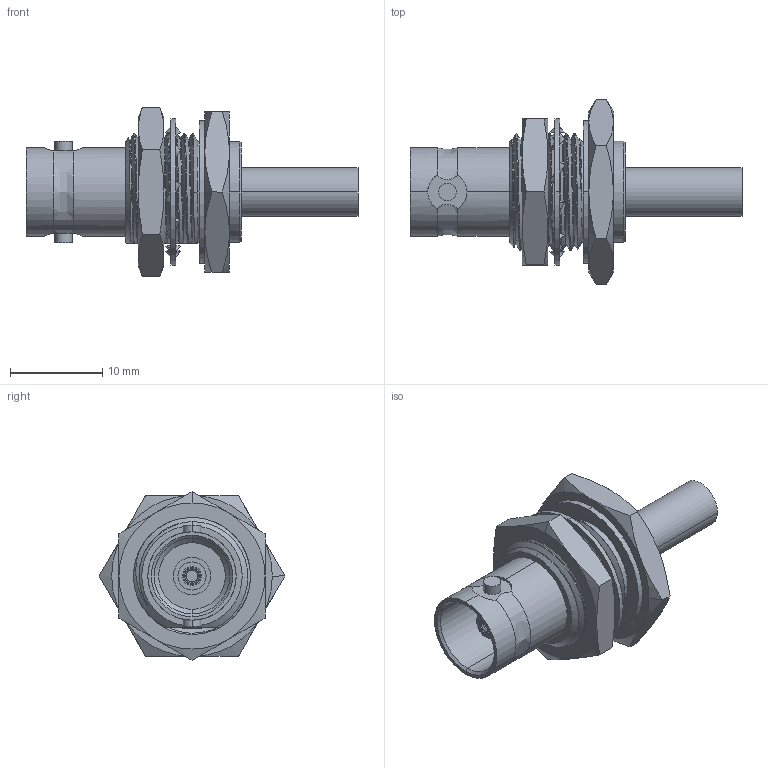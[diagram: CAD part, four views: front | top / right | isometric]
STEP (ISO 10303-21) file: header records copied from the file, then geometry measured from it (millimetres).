
FILE_DESCRIPTION (( 'STEP AP203' ), '1' );
FILE_NAME ('PE4641.step', '2018-10-31T23:08:25', ( '' ), ( '' ), 'SwSTEP 2.0', 'SolidWorks 2017', '' );
FILE_SCHEMA (( 'CONFIG_CONTROL_DESIGN' ));
Length unit declared in the file: inch
Products named in the file (1): PE4641
Bounding box: 36.07 x 20.16 x 18.33 mm (x, y, z)
Volume: 2514.5 mm3; surface area: 3505.4 mm2
Topology: 5 solids, 5 shells, 274 faces, 748 edges, 498 vertices
Faces by surface type: cylinder 89, bspline 72, plane 65, cone 48
Entity records: 20593 total; most frequent: CARTESIAN_POINT 14306, ORIENTED_EDGE 1496, DIRECTION 1047, EDGE_CURVE 748, VERTEX_POINT 498, AXIS2_PLACEMENT_3D 400, EDGE_LOOP 296, ADVANCED_FACE 274
